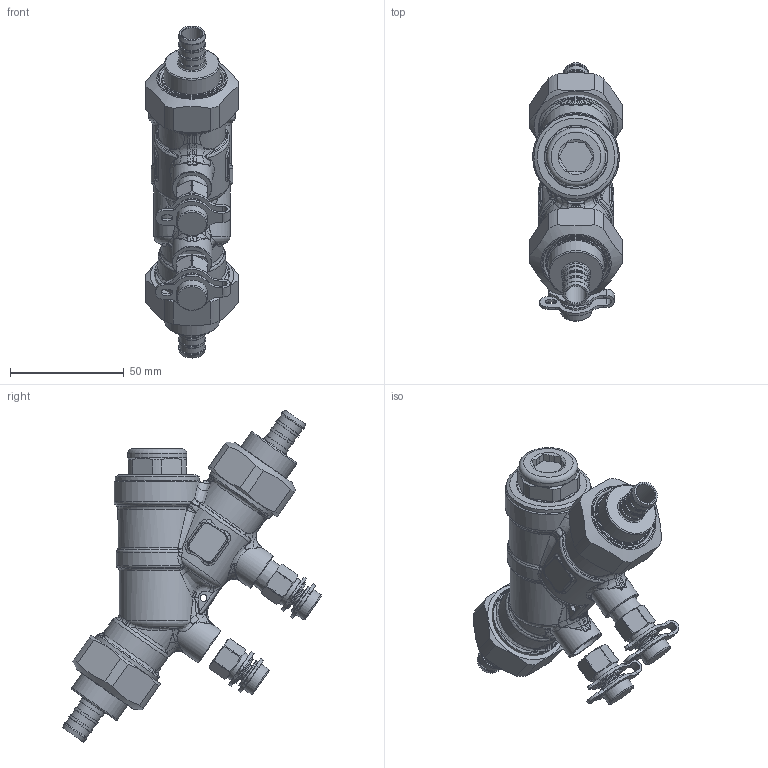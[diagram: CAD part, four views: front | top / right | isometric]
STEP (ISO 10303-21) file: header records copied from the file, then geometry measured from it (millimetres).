
FILE_DESCRIPTION(/* description */ (''),/* implementation_level */ '2;1');
FILE_NAME(/* name */ '128544AF_Simplify_1.stp',/* time_stamp */ '2025-07-22T09:35:11-05:00',/* author */ ('ischreiner'),/* organization */ (''),/* preprocessor_version */ 'ST-DEVELOPER v20',/* originating_system */ 'Autodesk Inventor 2025',/* authorisation */ '');
FILE_SCHEMA (('AUTOMOTIVE_DESIGN { 1 0 10303 214 3 1 1 }'));
Length unit declared in the file: inch
Products named in the file (1): 128544AF_Simplify_1
Bounding box: 40.63 x 113.54 x 145.79 mm (x, y, z)
Volume: 163872.8 mm3; surface area: 41670.5 mm2
Topology: 7 solids, 7 shells, 1173 faces, 2798 edges, 1662 vertices
Faces by surface type: bspline 709, cylinder 182, plane 137, cone 77, torus 64, sphere 4
Full cylindrical faces by diameter (mm): 3 x1, 8 x2, 9.017 x2, 11.176 x6, 11.5 x2, 11.963 x8, 12 x4, 12.2 x2, 13.5 x6, 13.9 x2, 17.5 x2, 20.066 x2, 24.435 x2, 25.8 x1, 26.452 x2, 26.924 x2, 29.5 x1, 29.972 x2, 30 x2, 30.302 x2, 33.1 x2, 37 x1
Entity records: 140591 total; most frequent: CARTESIAN_POINT 116515, ORIENTED_EDGE 5560, DIRECTION 3373, EDGE_CURVE 2780, VERTEX_POINT 1662, AXIS2_PLACEMENT_3D 1486, B_SPLINE_CURVE_WITH_KNOTS 1298, EDGE_LOOP 1236
